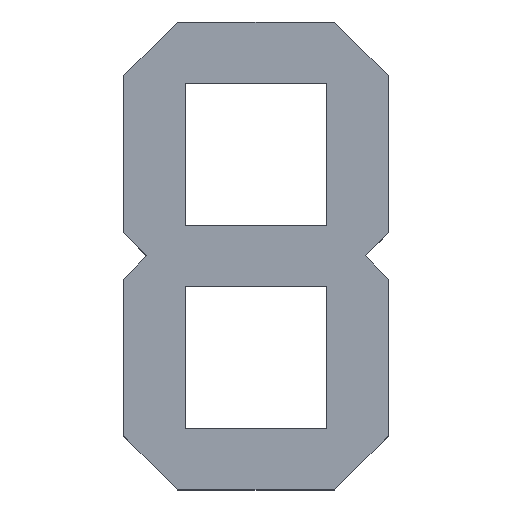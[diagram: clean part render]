
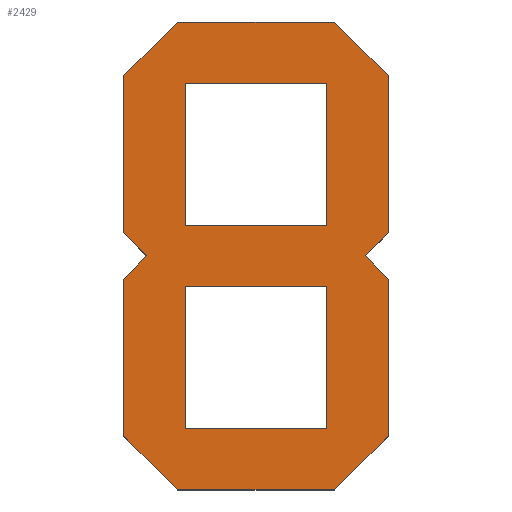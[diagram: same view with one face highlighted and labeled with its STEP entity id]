
A CAD part, top view. The second image highlights one B-rep face of the part: STEP entity #2429.
In plain terms, the highlighted planar face has unit normal (0, 0, 1).
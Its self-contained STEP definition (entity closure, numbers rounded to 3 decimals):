
#17=FACE_BOUND('',#244,.T.);
#18=FACE_BOUND('',#245,.T.);
#123=FACE_OUTER_BOUND('',#243,.T.);
#243=EDGE_LOOP('',(#2093,#2094,#2095,#2096,#2097,#2098,#2099,#2100,#2101,
#2102,#2103,#2104,#2105,#2106));
#244=EDGE_LOOP('',(#2107,#2108,#2109,#2110));
#245=EDGE_LOOP('',(#2111,#2112,#2113,#2114));
#266=LINE('',#3176,#610);
#311=LINE('',#3265,#655);
#315=LINE('',#3272,#659);
#325=LINE('',#3291,#669);
#561=LINE('',#3760,#905);
#563=LINE('',#3764,#907);
#565=LINE('',#3768,#909);
#567=LINE('',#3771,#911);
#568=LINE('',#3774,#912);
#570=LINE('',#3778,#914);
#572=LINE('',#3782,#916);
#574=LINE('',#3785,#918);
#575=LINE('',#3788,#919);
#577=LINE('',#3792,#921);
#579=LINE('',#3796,#923);
#581=LINE('',#3800,#925);
#583=LINE('',#3804,#927);
#585=LINE('',#3807,#929);
#587=LINE('',#3812,#931);
#589=LINE('',#3816,#933);
#591=LINE('',#3820,#935);
#593=LINE('',#3823,#937);
#610=VECTOR('',#2588,10.);
#655=VECTOR('',#2645,10.);
#659=VECTOR('',#2651,10.);
#669=VECTOR('',#2665,10.);
#905=VECTOR('',#3051,10.);
#907=VECTOR('',#3055,10.);
#909=VECTOR('',#3059,10.);
#911=VECTOR('',#3063,10.);
#912=VECTOR('',#3066,10.);
#914=VECTOR('',#3070,10.);
#916=VECTOR('',#3074,10.);
#918=VECTOR('',#3078,10.);
#919=VECTOR('',#3081,10.);
#921=VECTOR('',#3085,10.);
#923=VECTOR('',#3089,10.);
#925=VECTOR('',#3093,10.);
#927=VECTOR('',#3097,10.);
#929=VECTOR('',#3101,10.);
#931=VECTOR('',#3105,10.);
#933=VECTOR('',#3109,10.);
#935=VECTOR('',#3113,10.);
#937=VECTOR('',#3117,10.);
#954=VERTEX_POINT('',#3173);
#955=VERTEX_POINT('',#3175);
#992=VERTEX_POINT('',#3262);
#993=VERTEX_POINT('',#3264);
#995=VERTEX_POINT('',#3270);
#1002=VERTEX_POINT('',#3289);
#1159=VERTEX_POINT('',#3757);
#1160=VERTEX_POINT('',#3759);
#1161=VERTEX_POINT('',#3763);
#1162=VERTEX_POINT('',#3767);
#1163=VERTEX_POINT('',#3773);
#1164=VERTEX_POINT('',#3777);
#1165=VERTEX_POINT('',#3781);
#1166=VERTEX_POINT('',#3787);
#1167=VERTEX_POINT('',#3791);
#1168=VERTEX_POINT('',#3795);
#1169=VERTEX_POINT('',#3799);
#1170=VERTEX_POINT('',#3803);
#1171=VERTEX_POINT('',#3809);
#1172=VERTEX_POINT('',#3811);
#1173=VERTEX_POINT('',#3815);
#1174=VERTEX_POINT('',#3819);
#1182=EDGE_CURVE('',#955,#954,#266,.T.);
#1227=EDGE_CURVE('',#993,#992,#311,.T.);
#1231=EDGE_CURVE('',#992,#995,#315,.T.);
#1241=EDGE_CURVE('',#995,#1002,#325,.T.);
#1477=EDGE_CURVE('',#1160,#1159,#561,.T.);
#1479=EDGE_CURVE('',#1161,#1160,#563,.T.);
#1481=EDGE_CURVE('',#1162,#1161,#565,.T.);
#1483=EDGE_CURVE('',#1159,#1162,#567,.T.);
#1484=EDGE_CURVE('',#1163,#993,#568,.T.);
#1486=EDGE_CURVE('',#1164,#1163,#570,.T.);
#1488=EDGE_CURVE('',#1165,#1164,#572,.T.);
#1490=EDGE_CURVE('',#954,#1165,#574,.T.);
#1491=EDGE_CURVE('',#1166,#955,#575,.T.);
#1493=EDGE_CURVE('',#1167,#1166,#577,.T.);
#1495=EDGE_CURVE('',#1168,#1167,#579,.T.);
#1497=EDGE_CURVE('',#1169,#1168,#581,.T.);
#1499=EDGE_CURVE('',#1170,#1169,#583,.T.);
#1501=EDGE_CURVE('',#1002,#1170,#585,.T.);
#1503=EDGE_CURVE('',#1172,#1171,#587,.T.);
#1505=EDGE_CURVE('',#1173,#1172,#589,.T.);
#1507=EDGE_CURVE('',#1174,#1173,#591,.T.);
#1509=EDGE_CURVE('',#1171,#1174,#593,.T.);
#2093=ORIENTED_EDGE('',*,*,#1501,.T.);
#2094=ORIENTED_EDGE('',*,*,#1499,.T.);
#2095=ORIENTED_EDGE('',*,*,#1497,.T.);
#2096=ORIENTED_EDGE('',*,*,#1495,.T.);
#2097=ORIENTED_EDGE('',*,*,#1493,.T.);
#2098=ORIENTED_EDGE('',*,*,#1491,.T.);
#2099=ORIENTED_EDGE('',*,*,#1182,.T.);
#2100=ORIENTED_EDGE('',*,*,#1490,.T.);
#2101=ORIENTED_EDGE('',*,*,#1488,.T.);
#2102=ORIENTED_EDGE('',*,*,#1486,.T.);
#2103=ORIENTED_EDGE('',*,*,#1484,.T.);
#2104=ORIENTED_EDGE('',*,*,#1227,.T.);
#2105=ORIENTED_EDGE('',*,*,#1231,.T.);
#2106=ORIENTED_EDGE('',*,*,#1241,.T.);
#2107=ORIENTED_EDGE('',*,*,#1509,.T.);
#2108=ORIENTED_EDGE('',*,*,#1507,.T.);
#2109=ORIENTED_EDGE('',*,*,#1505,.T.);
#2110=ORIENTED_EDGE('',*,*,#1503,.T.);
#2111=ORIENTED_EDGE('',*,*,#1483,.T.);
#2112=ORIENTED_EDGE('',*,*,#1481,.T.);
#2113=ORIENTED_EDGE('',*,*,#1479,.T.);
#2114=ORIENTED_EDGE('',*,*,#1477,.T.);
#2311=PLANE('',#2561);
#2429=ADVANCED_FACE('',(#123,#17,#18),#2311,.T.);
#2561=AXIS2_PLACEMENT_3D('',#3826,#3121,#3122);
#2588=DIRECTION('',(-0.707,-0.707,0.));
#2645=DIRECTION('',(0.,1.,0.));
#2651=DIRECTION('',(-0.707,0.707,0.));
#2665=DIRECTION('',(0.707,0.707,0.));
#3051=DIRECTION('',(1.,0.,0.));
#3055=DIRECTION('',(0.,1.,0.));
#3059=DIRECTION('',(-1.,0.,0.));
#3063=DIRECTION('',(0.,-1.,0.));
#3066=DIRECTION('',(0.707,0.707,0.));
#3070=DIRECTION('',(1.,0.,0.));
#3074=DIRECTION('',(0.707,-0.707,0.));
#3078=DIRECTION('',(0.,-1.,0.));
#3081=DIRECTION('',(0.707,-0.707,0.));
#3085=DIRECTION('',(0.,-1.,0.));
#3089=DIRECTION('',(-0.707,-0.707,0.));
#3093=DIRECTION('',(-1.,0.,0.));
#3097=DIRECTION('',(-0.707,0.707,0.));
#3101=DIRECTION('',(0.,1.,0.));
#3105=DIRECTION('',(0.,-1.,0.));
#3109=DIRECTION('',(1.,0.,0.));
#3113=DIRECTION('',(0.,1.,0.));
#3117=DIRECTION('',(-1.,0.,0.));
#3121=DIRECTION('center_axis',(0.,0.,1.));
#3122=DIRECTION('ref_axis',(1.,0.,0.));
#3173=CARTESIAN_POINT('',(-31.25,-5.482,20.25));
#3175=CARTESIAN_POINT('',(-25.768,0.,20.25));
#3176=CARTESIAN_POINT('',(-25.768,0.,20.25));
#3262=CARTESIAN_POINT('',(31.25,-5.482,20.25));
#3264=CARTESIAN_POINT('',(31.25,-42.518,20.25));
#3265=CARTESIAN_POINT('',(31.25,-5.482,20.25));
#3270=CARTESIAN_POINT('',(25.768,0.,20.25));
#3272=CARTESIAN_POINT('',(25.768,0.,20.25));
#3289=CARTESIAN_POINT('',(31.25,5.482,20.25));
#3291=CARTESIAN_POINT('',(31.25,5.482,20.25));
#3757=CARTESIAN_POINT('',(16.75,40.75,20.25));
#3759=CARTESIAN_POINT('',(-16.75,40.75,20.25));
#3760=CARTESIAN_POINT('',(16.75,40.75,20.25));
#3763=CARTESIAN_POINT('',(-16.75,7.25,20.25));
#3764=CARTESIAN_POINT('',(-16.75,40.75,20.25));
#3767=CARTESIAN_POINT('',(16.75,7.25,20.25));
#3768=CARTESIAN_POINT('',(16.75,7.25,20.25));
#3771=CARTESIAN_POINT('',(16.75,7.25,20.25));
#3773=CARTESIAN_POINT('',(18.518,-55.25,20.25));
#3774=CARTESIAN_POINT('',(31.25,-42.518,20.25));
#3777=CARTESIAN_POINT('',(-18.518,-55.25,20.25));
#3778=CARTESIAN_POINT('',(18.518,-55.25,20.25));
#3781=CARTESIAN_POINT('',(-31.25,-42.518,20.25));
#3782=CARTESIAN_POINT('',(-18.518,-55.25,20.25));
#3785=CARTESIAN_POINT('',(-31.25,-42.518,20.25));
#3787=CARTESIAN_POINT('',(-31.25,5.482,20.25));
#3788=CARTESIAN_POINT('',(-31.25,5.482,20.25));
#3791=CARTESIAN_POINT('',(-31.25,42.518,20.25));
#3792=CARTESIAN_POINT('',(-31.25,42.518,20.25));
#3795=CARTESIAN_POINT('',(-18.518,55.25,20.25));
#3796=CARTESIAN_POINT('',(-18.518,55.25,20.25));
#3799=CARTESIAN_POINT('',(18.518,55.25,20.25));
#3800=CARTESIAN_POINT('',(18.518,55.25,20.25));
#3803=CARTESIAN_POINT('',(31.25,42.518,20.25));
#3804=CARTESIAN_POINT('',(18.518,55.25,20.25));
#3807=CARTESIAN_POINT('',(31.25,5.482,20.25));
#3809=CARTESIAN_POINT('',(16.75,-40.75,20.25));
#3811=CARTESIAN_POINT('',(16.75,-7.25,20.25));
#3812=CARTESIAN_POINT('',(16.75,-7.25,20.25));
#3815=CARTESIAN_POINT('',(-16.75,-7.25,20.25));
#3816=CARTESIAN_POINT('',(-16.75,-7.25,20.25));
#3819=CARTESIAN_POINT('',(-16.75,-40.75,20.25));
#3820=CARTESIAN_POINT('',(-16.75,-40.75,20.25));
#3823=CARTESIAN_POINT('',(16.75,-40.75,20.25));
#3826=CARTESIAN_POINT('Origin',(-24.,-24.,20.25));
